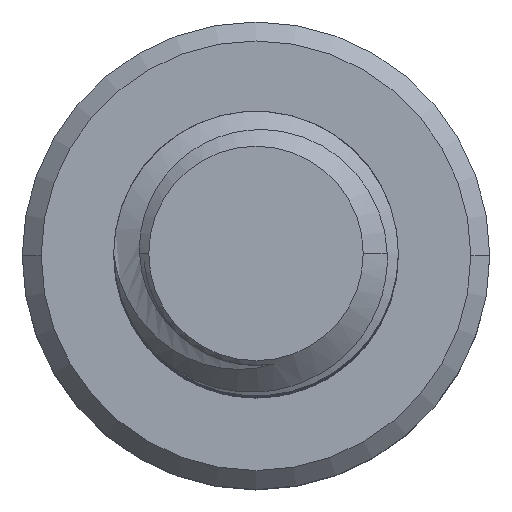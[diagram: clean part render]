
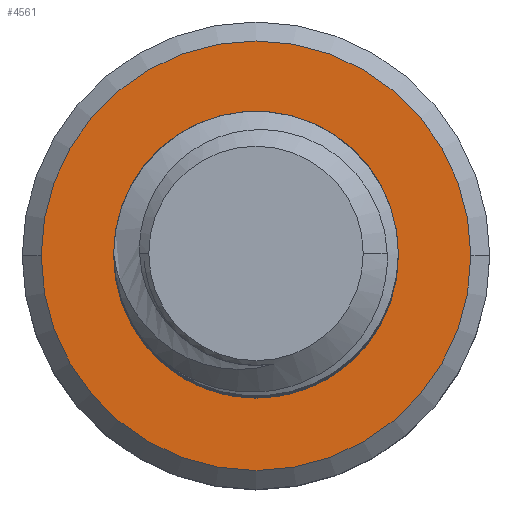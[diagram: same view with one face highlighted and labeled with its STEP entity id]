
A CAD part, top view. The second image highlights one B-rep face of the part: STEP entity #4561.
In plain terms, the highlighted planar face has unit normal (0, 0, 1).
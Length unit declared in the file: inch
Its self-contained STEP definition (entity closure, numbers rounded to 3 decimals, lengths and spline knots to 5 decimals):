
#5 = EDGE_LOOP ( 'NONE', ( #6778, #4723 ) ) ;
#44 = CIRCLE ( 'NONE', #6024, 0.095 ) ;
#72 = FACE_OUTER_BOUND ( 'NONE', #5, .T. ) ;
#133 = DIRECTION ( 'NONE',  ( 0., 0., 1. ) ) ;
#565 = CARTESIAN_POINT ( 'NONE',  ( 0., 0.095, -0.3425 ) ) ;
#598 = CARTESIAN_POINT ( 'NONE',  ( -0.095, 0., -0.3425 ) ) ;
#640 = CARTESIAN_POINT ( 'NONE',  ( 0., 0., -0.3425 ) ) ;
#747 = DIRECTION ( 'NONE',  ( 1., 0., 0. ) ) ;
#964 = CARTESIAN_POINT ( 'NONE',  ( 0.14333, 0., -0.3425 ) ) ;
#1228 = AXIS2_PLACEMENT_3D ( 'NONE', #3613, #133, #747 ) ;
#1264 = PLANE ( 'NONE',  #3596 ) ;
#1409 = CARTESIAN_POINT ( 'NONE',  ( -0.06718, 0.06718, -0.3425 ) ) ;
#1513 = ORIENTED_EDGE ( 'NONE', *, *, #4781, .F. ) ;
#1586 = CIRCLE ( 'NONE', #5615, 0.095 ) ;
#1893 = DIRECTION ( 'NONE',  ( 1., 0., 0. ) ) ;
#1957 = DIRECTION ( 'NONE',  ( 1., 0., 0. ) ) ;
#1973 = CARTESIAN_POINT ( 'NONE',  ( 0., 0., -0.3425 ) ) ;
#2244 = ORIENTED_EDGE ( 'NONE', *, *, #2261, .F. ) ;
#2261 = EDGE_CURVE ( 'NONE', #6120, #4141, #6063, .T. ) ;
#2526 = CARTESIAN_POINT ( 'NONE',  ( 0., 0., -0.3425 ) ) ;
#2531 = EDGE_CURVE ( 'NONE', #4141, #5192, #3043, .T. ) ;
#2666 = EDGE_CURVE ( 'NONE', #6965, #6120, #44, .T. ) ;
#3008 = DIRECTION ( 'NONE',  ( 1., 0., 0. ) ) ;
#3043 = CIRCLE ( 'NONE', #1228, 0.095 ) ;
#3062 = DIRECTION ( 'NONE',  ( 0., 0., 1. ) ) ;
#3266 = ORIENTED_EDGE ( 'NONE', *, *, #2531, .F. ) ;
#3461 = DIRECTION ( 'NONE',  ( 1., 0., 0. ) ) ;
#3487 = DIRECTION ( 'NONE',  ( 0., 0., 1. ) ) ;
#3596 = AXIS2_PLACEMENT_3D ( 'NONE', #640, #3487, #3461 ) ;
#3613 = CARTESIAN_POINT ( 'NONE',  ( 0., 0., -0.3425 ) ) ;
#3862 = CARTESIAN_POINT ( 'NONE',  ( -0.14333, 0., -0.3425 ) ) ;
#3886 = DIRECTION ( 'NONE',  ( 0., 0., 1. ) ) ;
#3963 = CARTESIAN_POINT ( 'NONE',  ( 0., 0., -0.3425 ) ) ;
#4091 = AXIS2_PLACEMENT_3D ( 'NONE', #6019, #4835, #5421 ) ;
#4128 = ORIENTED_EDGE ( 'NONE', *, *, #2666, .F. ) ;
#4141 = VERTEX_POINT ( 'NONE', #4453 ) ;
#4433 = CIRCLE ( 'NONE', #5888, 0.14333 ) ;
#4453 = CARTESIAN_POINT ( 'NONE',  ( 0.095, 0., -0.3425 ) ) ;
#4561 = ADVANCED_FACE ( 'NONE', ( #72, #4604 ), #1264, .T. ) ;
#4604 = FACE_BOUND ( 'NONE', #6320, .T. ) ;
#4723 = ORIENTED_EDGE ( 'NONE', *, *, #4767, .T. ) ;
#4767 = EDGE_CURVE ( 'NONE', #6735, #7172, #4433, .T. ) ;
#4781 = EDGE_CURVE ( 'NONE', #5192, #6965, #1586, .T. ) ;
#4835 = DIRECTION ( 'NONE',  ( 0., 0., 1. ) ) ;
#4914 = EDGE_CURVE ( 'NONE', #7172, #6735, #6285, .T. ) ;
#5035 = AXIS2_PLACEMENT_3D ( 'NONE', #3963, #3886, #5075 ) ;
#5075 = DIRECTION ( 'NONE',  ( 1., 0., 0. ) ) ;
#5192 = VERTEX_POINT ( 'NONE', #565 ) ;
#5359 = DIRECTION ( 'NONE',  ( 0., 0., 1. ) ) ;
#5421 = DIRECTION ( 'NONE',  ( 1., 0., 0. ) ) ;
#5615 = AXIS2_PLACEMENT_3D ( 'NONE', #1973, #3062, #3008 ) ;
#5888 = AXIS2_PLACEMENT_3D ( 'NONE', #6449, #5921, #1893 ) ;
#5921 = DIRECTION ( 'NONE',  ( 0., 0., 1. ) ) ;
#6019 = CARTESIAN_POINT ( 'NONE',  ( 0., 0., -0.3425 ) ) ;
#6024 = AXIS2_PLACEMENT_3D ( 'NONE', #2526, #5359, #1957 ) ;
#6063 = CIRCLE ( 'NONE', #5035, 0.095 ) ;
#6120 = VERTEX_POINT ( 'NONE', #598 ) ;
#6285 = CIRCLE ( 'NONE', #4091, 0.14333 ) ;
#6320 = EDGE_LOOP ( 'NONE', ( #4128, #1513, #3266, #2244 ) ) ;
#6449 = CARTESIAN_POINT ( 'NONE',  ( 0., 0., -0.3425 ) ) ;
#6735 = VERTEX_POINT ( 'NONE', #964 ) ;
#6778 = ORIENTED_EDGE ( 'NONE', *, *, #4914, .T. ) ;
#6965 = VERTEX_POINT ( 'NONE', #1409 ) ;
#7172 = VERTEX_POINT ( 'NONE', #3862 ) ;
